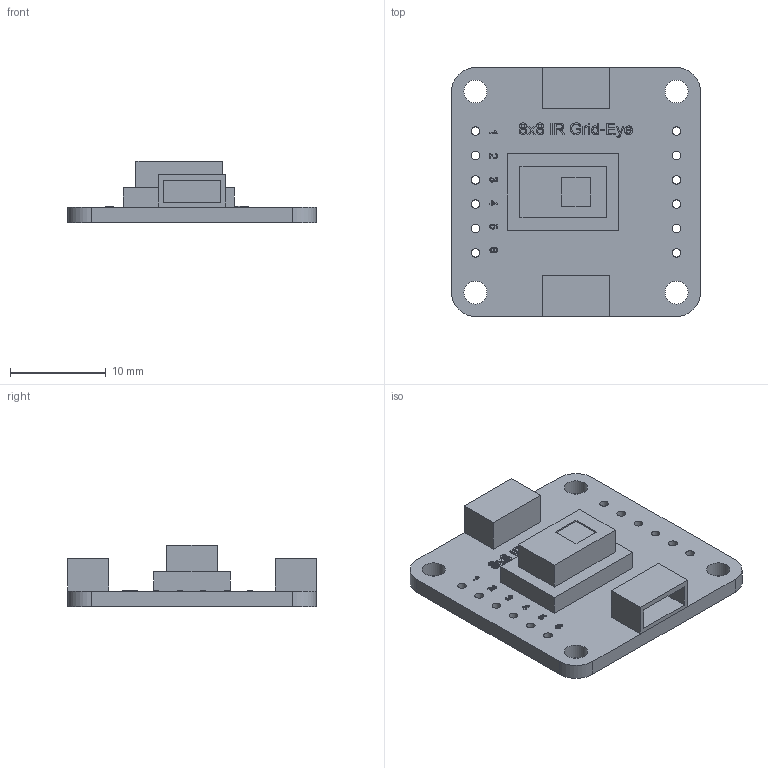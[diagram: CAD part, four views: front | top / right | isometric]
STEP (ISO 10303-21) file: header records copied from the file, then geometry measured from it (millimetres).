
FILE_DESCRIPTION(('FreeCAD Model'),'2;1');
FILE_NAME('Open CASCADE Shape Model','2021-10-19T12:54:00',('BT'),(''), 'Open CASCADE STEP processor 7.4','FreeCAD','Unknown');
FILE_SCHEMA(('AUTOMOTIVE_DESIGN { 1 0 10303 214 1 1 1 1 }'));
Length unit declared in the file: millimetre
Products named in the file (1): AMG8833_r0
Bounding box: 26 x 26 x 6.45 mm (x, y, z)
Volume: 1501.3 mm3; surface area: 1982.9 mm2
Topology: 1 solids, 1 shells, 428 faces, 1172 edges, 780 vertices
Faces by surface type: extrusion 216, plane 192, cylinder 20
Full cylindrical faces by diameter (mm): 0.9 x12, 2.4 x4
Entity records: 16824 total; most frequent: CARTESIAN_POINT 3677, ORIENTED_EDGE 2344, DIRECTION 1422, EDGE_CURVE 1172, VECTOR 916, VERTEX_POINT 780, LINE 700, B_SPLINE_CURVE_WITH_KNOTS 648
